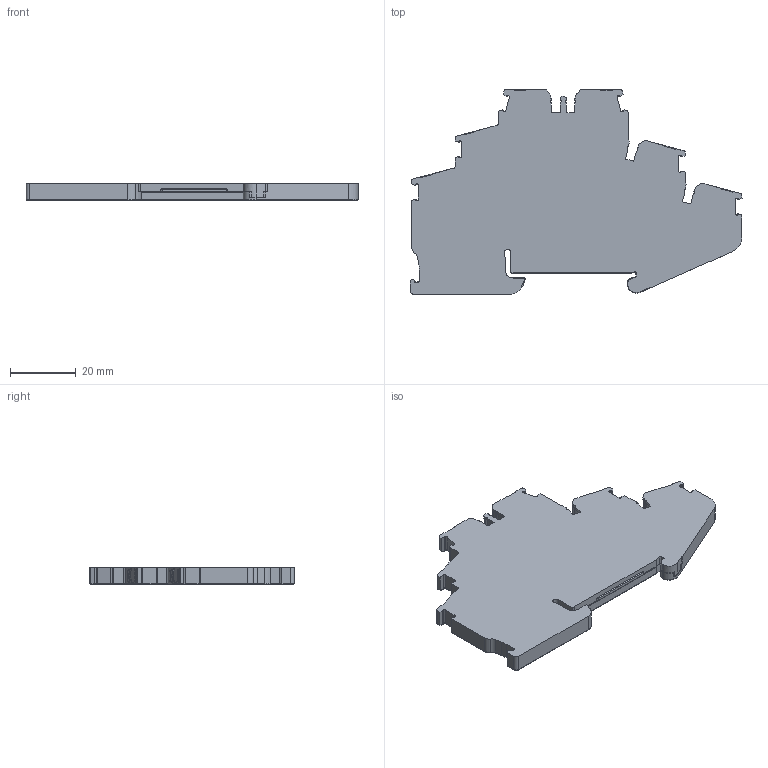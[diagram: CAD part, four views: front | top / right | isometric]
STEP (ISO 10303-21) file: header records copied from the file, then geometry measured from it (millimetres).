
FILE_DESCRIPTION (( 'STEP AP203' ), '1' );
FILE_NAME ('KN-PTG25-25.step', '2025-04-29T14:01:48', ( '' ), ( '' ), 'SwSTEP 2.0', 'SolidWorks 2024', '' );
FILE_SCHEMA (( 'CONFIG_CONTROL_DESIGN' ));
Length unit declared in the file: millimetre
Products named in the file (1): KN-PTG25-25
Bounding box: 101.03 x 62.11 x 5.15 mm (x, y, z)
Volume: 22129.2 mm3; surface area: 10839.2 mm2
Topology: 1 solids, 1 shells, 1021 faces, 3041 edges, 2035 vertices
Faces by surface type: plane 521, cylinder 487, bspline 11, cone 2
Entity records: 34859 total; most frequent: CARTESIAN_POINT 6718, ORIENTED_EDGE 6082, DIRECTION 5879, EDGE_CURVE 3041, VERTEX_POINT 2035, LINE 2001, VECTOR 2001, AXIS2_PLACEMENT_3D 1939
